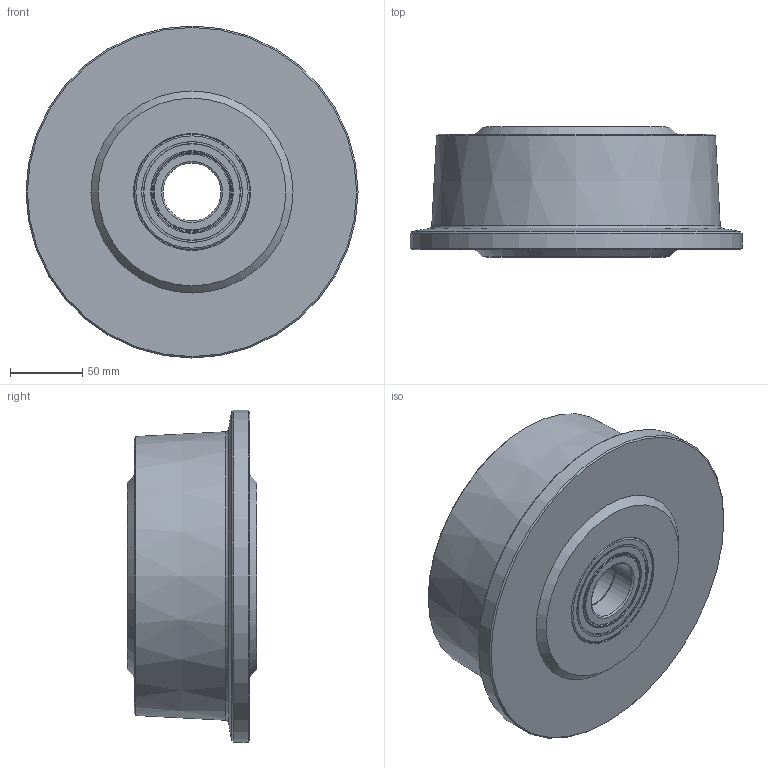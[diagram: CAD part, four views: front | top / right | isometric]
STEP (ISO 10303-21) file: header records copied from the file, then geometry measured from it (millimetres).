
FILE_DESCRIPTION(/* description */ (''),/* implementation_level */ '2;1');
FILE_NAME(/* name */ 'BZH200WNYSFBJM40.step',/* time_stamp */ '2025-06-11T10:44:48+01:00',/* author */ (''),/* organization */ (''),/* preprocessor_version */ 'ST-DEVELOPER v20.1',/* originating_system */ 'Autodesk Translation Framework v14.10.0.0',/* authorisation */ '');
FILE_SCHEMA (('AUTOMOTIVE_DESIGN { 1 0 10303 214 3 1 1 }'));
Length unit declared in the file: millimetre
Products named in the file (5): BZH200WNYSFBJM40; BZH200WNYSFBJM40_1; skf_bearing_6208-2rs1_2_1; skf_bearing_6208-2rs1_2_1_1; BEARING SPACER
Assembly tree (4 placements, depth 2):
  BZH200WNYSFBJM40
    BZH200WNYSFBJM40_1
    skf_bearing_6208-2rs1_2_1
    skf_bearing_6208-2rs1_2_1_1
    BEARING SPACER
Bounding box: 230 x 90 x 230 mm (x, y, z)
Volume: 2457618.9 mm3; surface area: 222078.8 mm2
Topology: 12 solids, 12 shells, 160 faces, 353 edges, 225 vertices
Faces by surface type: cone 45, torus 39, plane 32, cylinder 26, sphere 18
Full cylindrical faces by diameter (mm): 40 x2, 41 x1, 48 x1, 52.547 x4, 52.6 x4, 67.4 x4, 69.8 x4, 70 x1, 80 x4, 230 x1
Entity records: 4545 total; most frequent: DIRECTION 901, CARTESIAN_POINT 711, ORIENTED_EDGE 634, AXIS2_PLACEMENT_3D 415, EDGE_CURVE 317, EDGE_LOOP 228, VERTEX_POINT 225, CIRCLE 210
